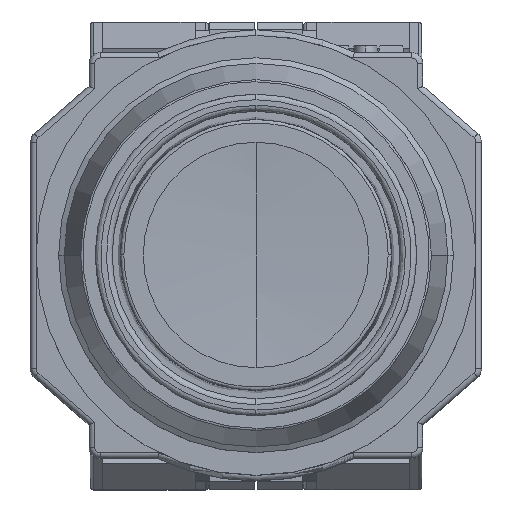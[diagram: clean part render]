
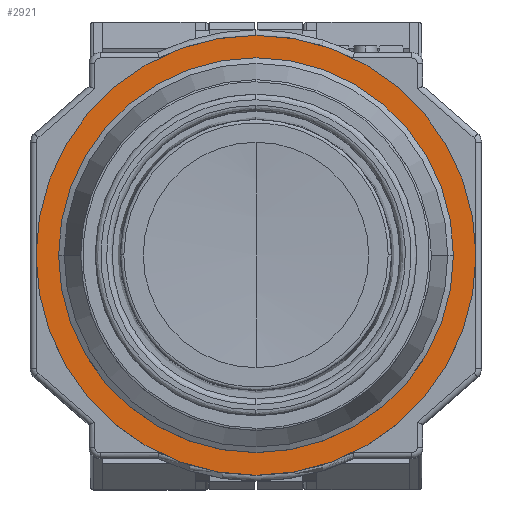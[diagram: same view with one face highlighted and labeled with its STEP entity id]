
A CAD part, top view. The second image highlights one B-rep face of the part: STEP entity #2921.
In plain terms, the highlighted planar face has unit normal (0, 0, 1).
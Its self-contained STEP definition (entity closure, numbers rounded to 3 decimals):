
#120 = EDGE_CURVE ( 'NONE', #8490, #5546, #14173, .T. ) ;
#461 = ORIENTED_EDGE ( 'NONE', *, *, #5615, .F. ) ;
#515 = CARTESIAN_POINT ( 'NONE',  ( 19.5, 0., 1.5 ) ) ;
#1191 = CARTESIAN_POINT ( 'NONE',  ( -19.5, 0., 1.5 ) ) ;
#2921 = ADVANCED_FACE ( 'NONE', ( #4933, #7630 ), #10938, .T. ) ;
#3136 = EDGE_CURVE ( 'NONE', #5546, #8490, #6391, .T. ) ;
#3631 = CARTESIAN_POINT ( 'NONE',  ( 0., 0., 1.5 ) ) ;
#3645 = AXIS2_PLACEMENT_3D ( 'NONE', #3631, #13809, #12031 ) ;
#4933 = FACE_BOUND ( 'NONE', #7294, .T. ) ;
#5232 = CIRCLE ( 'NONE', #12924, 14.75 ) ;
#5317 = EDGE_LOOP ( 'NONE', ( #14364, #13796 ) ) ;
#5546 = VERTEX_POINT ( 'NONE', #515 ) ;
#5615 = EDGE_CURVE ( 'NONE', #10548, #12788, #5232, .T. ) ;
#5643 = DIRECTION ( 'NONE',  ( 1., 0., 0. ) ) ;
#5792 = EDGE_CURVE ( 'NONE', #12788, #10548, #17215, .T. ) ;
#6391 = CIRCLE ( 'NONE', #8631, 19.5 ) ;
#7294 = EDGE_LOOP ( 'NONE', ( #461, #9762 ) ) ;
#7435 = DIRECTION ( 'NONE',  ( 0., 0., 1. ) ) ;
#7630 = FACE_OUTER_BOUND ( 'NONE', #5317, .T. ) ;
#7704 = CARTESIAN_POINT ( 'NONE',  ( 14.75, 0., 1.5 ) ) ;
#8103 = CARTESIAN_POINT ( 'NONE',  ( -14.75, 0., 1.5 ) ) ;
#8490 = VERTEX_POINT ( 'NONE', #1191 ) ;
#8519 = AXIS2_PLACEMENT_3D ( 'NONE', #9166, #7435, #5643 ) ;
#8631 = AXIS2_PLACEMENT_3D ( 'NONE', #15723, #12182, #10406 ) ;
#9166 = CARTESIAN_POINT ( 'NONE',  ( -19.734, -19.734, 1.5 ) ) ;
#9762 = ORIENTED_EDGE ( 'NONE', *, *, #5792, .F. ) ;
#10406 = DIRECTION ( 'NONE',  ( -1., 0., 0. ) ) ;
#10548 = VERTEX_POINT ( 'NONE', #8103 ) ;
#10771 = DIRECTION ( 'NONE',  ( -1., 0., 0. ) ) ;
#10938 = PLANE ( 'NONE',  #8519 ) ;
#11909 = DIRECTION ( 'NONE',  ( -1., 0., 0. ) ) ;
#12031 = DIRECTION ( 'NONE',  ( -1., 0., 0. ) ) ;
#12182 = DIRECTION ( 'NONE',  ( 0., 0., 1. ) ) ;
#12566 = DIRECTION ( 'NONE',  ( 0., 0., 1. ) ) ;
#12788 = VERTEX_POINT ( 'NONE', #7704 ) ;
#12924 = AXIS2_PLACEMENT_3D ( 'NONE', #14333, #12566, #10771 ) ;
#13697 = DIRECTION ( 'NONE',  ( 0., 0., 1. ) ) ;
#13796 = ORIENTED_EDGE ( 'NONE', *, *, #3136, .T. ) ;
#13809 = DIRECTION ( 'NONE',  ( 0., 0., 1. ) ) ;
#14173 = CIRCLE ( 'NONE', #3645, 19.5 ) ;
#14333 = CARTESIAN_POINT ( 'NONE',  ( 0., 0., 1.5 ) ) ;
#14364 = ORIENTED_EDGE ( 'NONE', *, *, #120, .T. ) ;
#15469 = CARTESIAN_POINT ( 'NONE',  ( 0., 0., 1.5 ) ) ;
#15708 = AXIS2_PLACEMENT_3D ( 'NONE', #15469, #13697, #11909 ) ;
#15723 = CARTESIAN_POINT ( 'NONE',  ( 0., 0., 1.5 ) ) ;
#17215 = CIRCLE ( 'NONE', #15708, 14.75 ) ;
